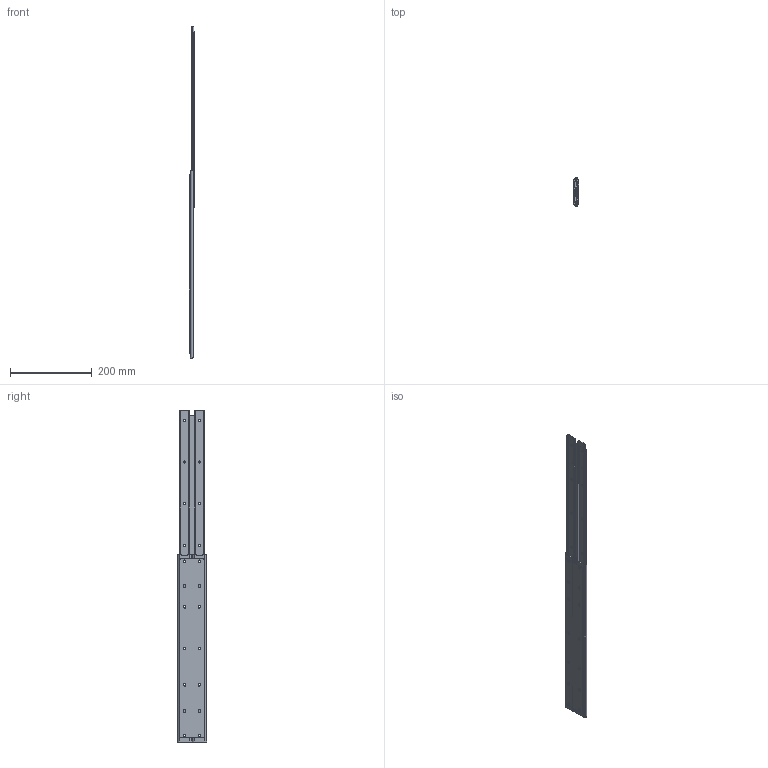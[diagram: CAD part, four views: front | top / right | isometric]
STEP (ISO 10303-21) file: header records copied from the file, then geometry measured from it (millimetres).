
FILE_DESCRIPTION (( 'STEP AP203' ), '1' );
FILE_NAME ('3561_18.STEP', '2022-04-14T01:28:48', ( '' ), ( '' ), 'SwSTEP 2.0', 'SolidWorks 2019', '' );
FILE_SCHEMA (( 'CONFIG_CONTROL_DESIGN' ));
Length unit declared in the file: millimetre
Products named in the file (5): IM-18継板  ; IM 3561-18; 3561_18; OM-18継板 ; OM 3561-18
Assembly tree (6 placements, depth 2):
  3561_18
    OM 3561-18  x2
    OM-18継板 
    IM 3561-18  x2
    IM-18継板  
Bounding box: 12.8 x 71.4 x 810.8 mm (x, y, z)
Volume: 195885.6 mm3; surface area: 255977.5 mm2
Topology: 6 solids, 6 shells, 328 faces, 944 edges, 628 vertices
Faces by surface type: cylinder 192, plane 136
Entity records: 7899 total; most frequent: CARTESIAN_POINT 1413, DIRECTION 1286, ORIENTED_EDGE 1208, EDGE_CURVE 604, AXIS2_PLACEMENT_3D 479, VERTEX_POINT 402, VECTOR 328, LINE 328
